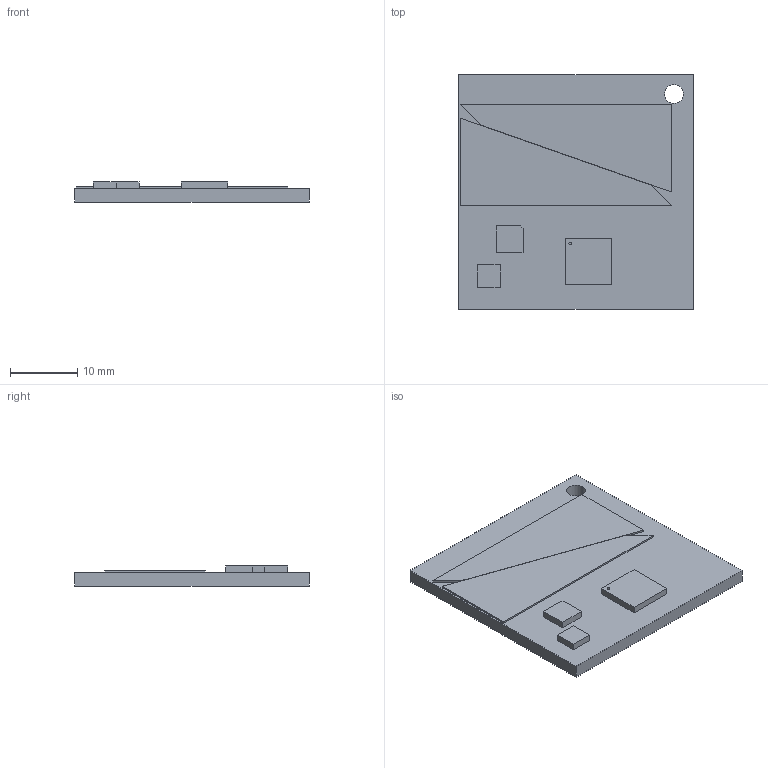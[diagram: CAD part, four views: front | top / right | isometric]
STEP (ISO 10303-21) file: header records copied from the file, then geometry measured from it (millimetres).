
FILE_DESCRIPTION (( 'STEP AP214' ), '1' );
FILE_NAME ('SpriteMajorDimensions.STEP', '2016-04-13T12:59:06', ( 'CIT' ), ( '' ), 'SwSTEP 2.0', 'SolidWorks 2015', '' );
FILE_SCHEMA (( 'AUTOMOTIVE_DESIGN' ));
Length unit declared in the file: millimetre
Products named in the file (1): SpriteMajorDimensions
Bounding box: 35 x 35 x 3 mm (x, y, z)
Volume: 2628.9 mm3; surface area: 2832.9 mm2
Topology: 1 solids, 1 shells, 37 faces, 87 edges, 58 vertices
Faces by surface type: plane 33, cylinder 4
Entity records: 1087 total; most frequent: CARTESIAN_POINT 183, ORIENTED_EDGE 174, DIRECTION 171, EDGE_CURVE 87, LINE 79, VECTOR 79, VERTEX_POINT 58, AXIS2_PLACEMENT_3D 46
